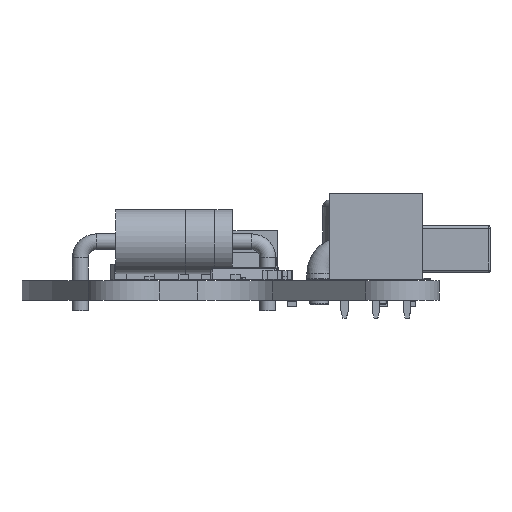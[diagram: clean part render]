
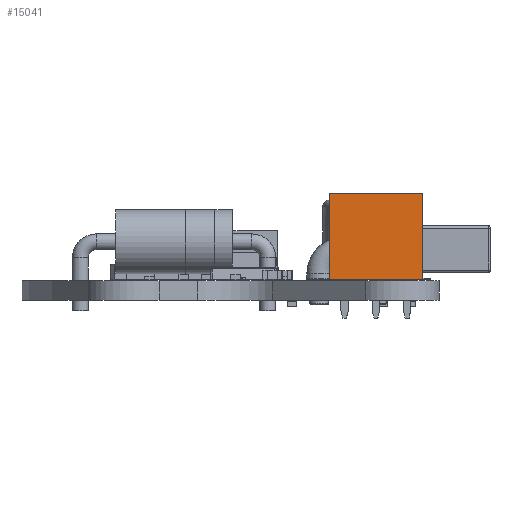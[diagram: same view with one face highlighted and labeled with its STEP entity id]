
A CAD part, left-side view. The second image highlights one B-rep face of the part: STEP entity #15041.
In plain terms, the highlighted planar face has unit normal (-1, 0, 0).
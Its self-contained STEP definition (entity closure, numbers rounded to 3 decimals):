
#14218 = VERTEX_POINT('',#14219);
#14219 = CARTESIAN_POINT('',(-3.81,-6.35,0.));
#14227 = EDGE_CURVE('',#14218,#14228,#14230,.T.);
#14228 = VERTEX_POINT('',#14229);
#14229 = CARTESIAN_POINT('',(-3.81,-6.35,7.));
#14230 = LINE('',#14231,#14232);
#14231 = CARTESIAN_POINT('',(-3.81,-6.35,0.));
#14232 = VECTOR('',#14233,1.);
#14233 = DIRECTION('',(0.,0.,1.));
#14290 = VERTEX_POINT('',#14291);
#14291 = CARTESIAN_POINT('',(-3.81,1.27,7.));
#14297 = EDGE_CURVE('',#14298,#14290,#14300,.T.);
#14298 = VERTEX_POINT('',#14299);
#14299 = CARTESIAN_POINT('',(-3.81,1.27,0.));
#14300 = LINE('',#14301,#14302);
#14301 = CARTESIAN_POINT('',(-3.81,1.27,0.));
#14302 = VECTOR('',#14303,1.);
#14303 = DIRECTION('',(0.,0.,1.));
#14362 = EDGE_CURVE('',#14290,#14228,#14363,.T.);
#14363 = LINE('',#14364,#14365);
#14364 = CARTESIAN_POINT('',(-3.81,1.27,7.));
#14365 = VECTOR('',#14366,1.);
#14366 = DIRECTION('',(0.,-1.,0.));
#14588 = EDGE_CURVE('',#14298,#14218,#14589,.T.);
#14589 = LINE('',#14590,#14591);
#14590 = CARTESIAN_POINT('',(-3.81,1.27,0.));
#14591 = VECTOR('',#14592,1.);
#14592 = DIRECTION('',(0.,-1.,0.));
#15041 = ADVANCED_FACE('',(#15042),#15048,.F.);
#15042 = FACE_BOUND('',#15043,.F.);
#15043 = EDGE_LOOP('',(#15044,#15045,#15046,#15047));
#15044 = ORIENTED_EDGE('',*,*,#14297,.T.);
#15045 = ORIENTED_EDGE('',*,*,#14362,.T.);
#15046 = ORIENTED_EDGE('',*,*,#14227,.F.);
#15047 = ORIENTED_EDGE('',*,*,#14588,.F.);
#15048 = PLANE('',#15049);
#15049 = AXIS2_PLACEMENT_3D('',#15050,#15051,#15052);
#15050 = CARTESIAN_POINT('',(-3.81,1.27,0.));
#15051 = DIRECTION('',(1.,0.,0.));
#15052 = DIRECTION('',(0.,-1.,0.));
